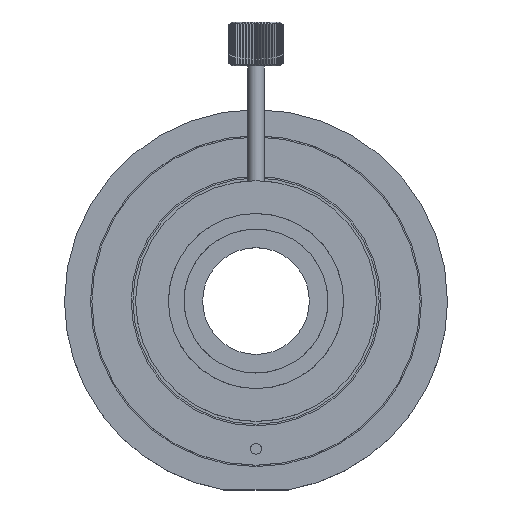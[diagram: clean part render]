
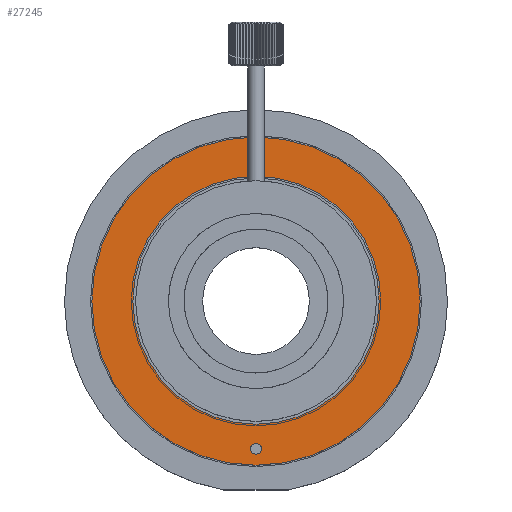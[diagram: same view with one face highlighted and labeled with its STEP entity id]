
A CAD part, top view. The second image highlights one B-rep face of the part: STEP entity #27245.
In plain terms, the highlighted planar face has unit normal (0, 0, 1).
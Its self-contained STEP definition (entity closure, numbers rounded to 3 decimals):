
#981 = AXIS2_PLACEMENT_3D ( 'NONE', #20627, #45970, #51640 ) ;
#1094 = VERTEX_POINT ( 'NONE', #5012 ) ;
#1104 = CIRCLE ( 'NONE', #33189, 22.5 ) ;
#5012 = CARTESIAN_POINT ( 'NONE',  ( 0., -28., 14. ) ) ;
#5084 = VERTEX_POINT ( 'NONE', #14925 ) ;
#6326 = CARTESIAN_POINT ( 'NONE',  ( 0., 22.5, 14. ) ) ;
#7193 = DIRECTION ( 'NONE',  ( 0., 1., 0. ) ) ;
#7292 = CIRCLE ( 'NONE', #76129, 1. ) ;
#9040 = ORIENTED_EDGE ( 'NONE', *, *, #12380, .F. ) ;
#9666 = CIRCLE ( 'NONE', #59526, 30. ) ;
#10250 = CIRCLE ( 'NONE', #51714, 1. ) ;
#11548 = CARTESIAN_POINT ( 'NONE',  ( 0., 0., 14. ) ) ;
#12380 = EDGE_CURVE ( 'NONE', #20865, #5084, #43395, .T. ) ;
#12828 = AXIS2_PLACEMENT_3D ( 'NONE', #13024, #68121, #18433 ) ;
#13024 = CARTESIAN_POINT ( 'NONE',  ( 0., 27., 14. ) ) ;
#13162 = CARTESIAN_POINT ( 'NONE',  ( 0., 0., 14. ) ) ;
#13266 = CARTESIAN_POINT ( 'NONE',  ( 0., -22.5, 14. ) ) ;
#14925 = CARTESIAN_POINT ( 'NONE',  ( 0., 26., 14. ) ) ;
#15774 = EDGE_LOOP ( 'NONE', ( #9040, #28012 ) ) ;
#15999 = CIRCLE ( 'NONE', #70227, 22.5 ) ;
#16199 = ORIENTED_EDGE ( 'NONE', *, *, #63452, .T. ) ;
#18433 = DIRECTION ( 'NONE',  ( 0., -1., 0. ) ) ;
#20627 = CARTESIAN_POINT ( 'NONE',  ( 0., 0., 14. ) ) ;
#20689 = PLANE ( 'NONE',  #22745 ) ;
#20865 = VERTEX_POINT ( 'NONE', #21972 ) ;
#21972 = CARTESIAN_POINT ( 'NONE',  ( 0., 28., 14. ) ) ;
#22745 = AXIS2_PLACEMENT_3D ( 'NONE', #26874, #46028, #63900 ) ;
#23791 = DIRECTION ( 'NONE',  ( 0., 0., 1. ) ) ;
#24379 = CARTESIAN_POINT ( 'NONE',  ( 0., -27., 14. ) ) ;
#25244 = EDGE_CURVE ( 'NONE', #1094, #60207, #7292, .T. ) ;
#26848 = ORIENTED_EDGE ( 'NONE', *, *, #56107, .F. ) ;
#26874 = CARTESIAN_POINT ( 'NONE',  ( 0., 0., 14. ) ) ;
#27245 = ADVANCED_FACE ( 'NONE', ( #35132, #48683, #79577, #46741 ), #20689, .T. ) ;
#28012 = ORIENTED_EDGE ( 'NONE', *, *, #72847, .F. ) ;
#28623 = CIRCLE ( 'NONE', #981, 30. ) ;
#30823 = CARTESIAN_POINT ( 'NONE',  ( 0., 27., 14. ) ) ;
#30893 = DIRECTION ( 'NONE',  ( 0., 1., 0. ) ) ;
#32860 = ORIENTED_EDGE ( 'NONE', *, *, #62800, .F. ) ;
#33189 = AXIS2_PLACEMENT_3D ( 'NONE', #11548, #67711, #73671 ) ;
#35132 = FACE_BOUND ( 'NONE', #15774, .T. ) ;
#35698 = DIRECTION ( 'NONE',  ( 0., 1., 0. ) ) ;
#36803 = VERTEX_POINT ( 'NONE', #13266 ) ;
#39817 = DIRECTION ( 'NONE',  ( 0., 0., 1. ) ) ;
#41059 = VERTEX_POINT ( 'NONE', #65954 ) ;
#41650 = ORIENTED_EDGE ( 'NONE', *, *, #25244, .F. ) ;
#43395 = CIRCLE ( 'NONE', #12828, 1. ) ;
#43521 = DIRECTION ( 'NONE',  ( 0., 0., 1. ) ) ;
#44224 = DIRECTION ( 'NONE',  ( 0., 0., 1. ) ) ;
#44576 = EDGE_CURVE ( 'NONE', #41059, #70461, #28623, .T. ) ;
#44823 = EDGE_CURVE ( 'NONE', #60207, #1094, #10250, .T. ) ;
#45970 = DIRECTION ( 'NONE',  ( 0., 0., 1. ) ) ;
#45992 = DIRECTION ( 'NONE',  ( 0., 1., 0. ) ) ;
#46028 = DIRECTION ( 'NONE',  ( 0., 0., 1. ) ) ;
#46741 = FACE_OUTER_BOUND ( 'NONE', #55233, .T. ) ;
#48683 = FACE_BOUND ( 'NONE', #55625, .T. ) ;
#51098 = ORIENTED_EDGE ( 'NONE', *, *, #44823, .F. ) ;
#51640 = DIRECTION ( 'NONE',  ( 0., 1., 0. ) ) ;
#51714 = AXIS2_PLACEMENT_3D ( 'NONE', #72693, #23791, #35698 ) ;
#52505 = VERTEX_POINT ( 'NONE', #6326 ) ;
#52524 = AXIS2_PLACEMENT_3D ( 'NONE', #30823, #43521, #73748 ) ;
#55233 = EDGE_LOOP ( 'NONE', ( #58449, #16199 ) ) ;
#55625 = EDGE_LOOP ( 'NONE', ( #51098, #41650 ) ) ;
#56107 = EDGE_CURVE ( 'NONE', #52505, #36803, #15999, .T. ) ;
#58449 = ORIENTED_EDGE ( 'NONE', *, *, #44576, .T. ) ;
#58723 = CARTESIAN_POINT ( 'NONE',  ( 0., -26., 14. ) ) ;
#59526 = AXIS2_PLACEMENT_3D ( 'NONE', #77036, #39817, #45992 ) ;
#60207 = VERTEX_POINT ( 'NONE', #58723 ) ;
#62800 = EDGE_CURVE ( 'NONE', #36803, #52505, #1104, .T. ) ;
#63452 = EDGE_CURVE ( 'NONE', #70461, #41059, #9666, .T. ) ;
#63900 = DIRECTION ( 'NONE',  ( 0., 1., 0. ) ) ;
#65954 = CARTESIAN_POINT ( 'NONE',  ( 0., -30., 14. ) ) ;
#67711 = DIRECTION ( 'NONE',  ( 0., 0., 1. ) ) ;
#67866 = DIRECTION ( 'NONE',  ( 0., 0., 1. ) ) ;
#68121 = DIRECTION ( 'NONE',  ( 0., 0., 1. ) ) ;
#70227 = AXIS2_PLACEMENT_3D ( 'NONE', #13162, #44224, #7193 ) ;
#70461 = VERTEX_POINT ( 'NONE', #79461 ) ;
#70673 = EDGE_LOOP ( 'NONE', ( #26848, #32860 ) ) ;
#72693 = CARTESIAN_POINT ( 'NONE',  ( 0., -27., 14. ) ) ;
#72847 = EDGE_CURVE ( 'NONE', #5084, #20865, #77444, .T. ) ;
#73671 = DIRECTION ( 'NONE',  ( 0., 1., 0. ) ) ;
#73748 = DIRECTION ( 'NONE',  ( 0., -1., 0. ) ) ;
#76129 = AXIS2_PLACEMENT_3D ( 'NONE', #24379, #67866, #30893 ) ;
#77036 = CARTESIAN_POINT ( 'NONE',  ( 0., 0., 14. ) ) ;
#77444 = CIRCLE ( 'NONE', #52524, 1. ) ;
#79461 = CARTESIAN_POINT ( 'NONE',  ( 0., 30., 14. ) ) ;
#79577 = FACE_BOUND ( 'NONE', #70673, .T. ) ;
